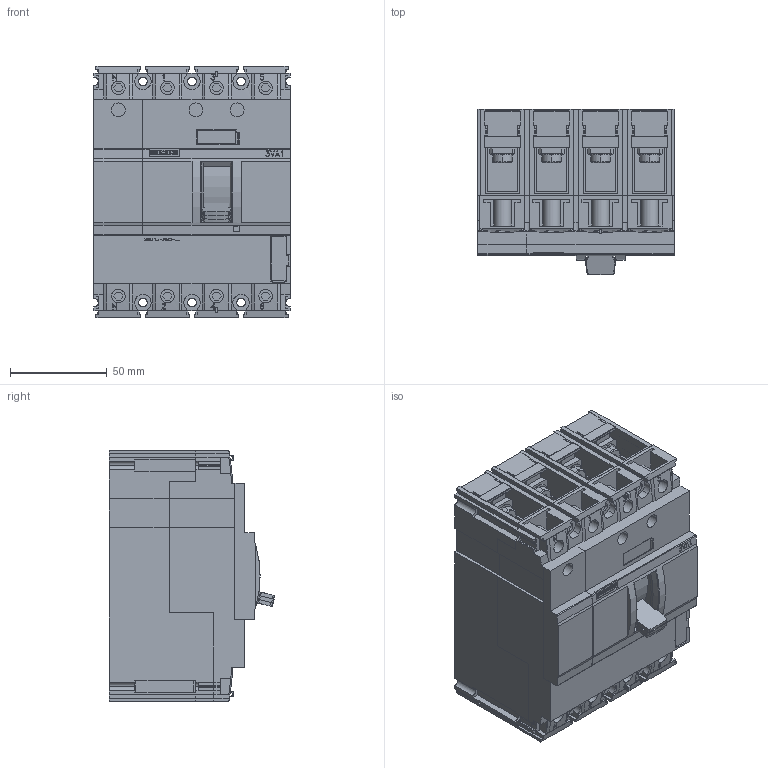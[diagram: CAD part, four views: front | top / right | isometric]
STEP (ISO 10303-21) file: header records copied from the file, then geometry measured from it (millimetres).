
FILE_DESCRIPTION(('no description'),'unknown implementation level');
FILE_NAME('3VA11xxxFD42_0103061_100__3D_v.stp',' ',('SIEMENS A&D'),('CADClick - KiM GmbH - www.kimweb.de'),'unknown preprocess','ACIS','unknown authorization');
FILE_SCHEMA(('automotive_design'));
Length unit declared in the file: millimetre
Products named in the file (1): 1
Bounding box: 101.6 x 85.56 x 130.12 mm (x, y, z)
Volume: 799626.1 mm3; surface area: 127697.4 mm2
Topology: 1 solids, 10 shells, 2526 faces, 7340 edges, 4867 vertices
Faces by surface type: plane 2034, cylinder 432, cone 34, torus 26
Entity records: 165176 total; most frequent: CARTESIAN_POINT 15962, STYLED_ITEM 14726, PRESENTATION_STYLE_ASSIGNMENT 14726, COLOUR_RGB 14726, ORIENTED_EDGE 14664, DIRECTION 13477, EDGE_CURVE 7332, CURVE_STYLE 7332
